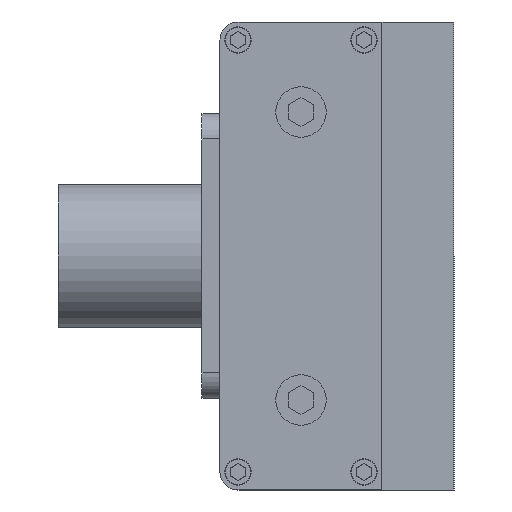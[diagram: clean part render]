
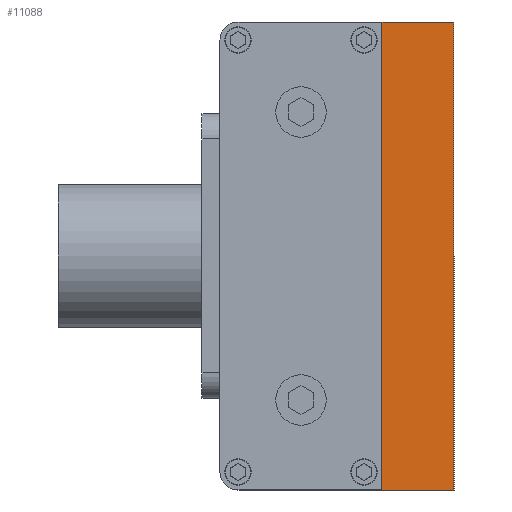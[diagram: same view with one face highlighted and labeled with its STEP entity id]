
A CAD part, left-side view. The second image highlights one B-rep face of the part: STEP entity #11088.
In plain terms, the highlighted planar face has unit normal (-1, 0, 0).
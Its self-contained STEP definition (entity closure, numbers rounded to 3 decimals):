
#656 = LINE ( 'NONE', #14979, #20715 ) ;
#1030 = DIRECTION ( 'NONE',  ( 0., 0., -1. ) ) ;
#1930 = LINE ( 'NONE', #22350, #21420 ) ;
#3385 = CARTESIAN_POINT ( 'NONE',  ( -545., 0., 65. ) ) ;
#7917 = CARTESIAN_POINT ( 'NONE',  ( -545., -20., -65. ) ) ;
#8754 = CARTESIAN_POINT ( 'NONE',  ( -545., -20., 65. ) ) ;
#8834 = CARTESIAN_POINT ( 'NONE',  ( -545., 0., -65. ) ) ;
#9302 = DIRECTION ( 'NONE',  ( 0., 0., -1. ) ) ;
#11088 = ADVANCED_FACE ( 'NONE', ( #37772 ), #11618, .F. ) ;
#11486 = CARTESIAN_POINT ( 'NONE',  ( -545., -20., 65. ) ) ;
#11618 = PLANE ( 'NONE',  #19561 ) ;
#11925 = EDGE_CURVE ( 'NONE', #26336, #23710, #1930, .T. ) ;
#14979 = CARTESIAN_POINT ( 'NONE',  ( -545., -20., 65. ) ) ;
#16815 = LINE ( 'NONE', #28078, #19149 ) ;
#18926 = EDGE_CURVE ( 'NONE', #33662, #23710, #16815, .T. ) ;
#19149 = VECTOR ( 'NONE', #25396, 1000. ) ;
#19183 = VERTEX_POINT ( 'NONE', #11486 ) ;
#19493 = DIRECTION ( 'NONE',  ( 0., 0., -1. ) ) ;
#19561 = AXIS2_PLACEMENT_3D ( 'NONE', #8754, #20399, #9302 ) ;
#20399 = DIRECTION ( 'NONE',  ( 1., 0., 0. ) ) ;
#20715 = VECTOR ( 'NONE', #1030, 1000. ) ;
#21032 = ORIENTED_EDGE ( 'NONE', *, *, #24886, .T. ) ;
#21420 = VECTOR ( 'NONE', #19493, 1000. ) ;
#22350 = CARTESIAN_POINT ( 'NONE',  ( -545., 0., 65. ) ) ;
#22549 = ORIENTED_EDGE ( 'NONE', *, *, #33774, .F. ) ;
#22578 = DIRECTION ( 'NONE',  ( 0., 1., 0. ) ) ;
#23263 = ORIENTED_EDGE ( 'NONE', *, *, #11925, .T. ) ;
#23710 = VERTEX_POINT ( 'NONE', #8834 ) ;
#24886 = EDGE_CURVE ( 'NONE', #19183, #26336, #34790, .T. ) ;
#25396 = DIRECTION ( 'NONE',  ( 0., 1., 0. ) ) ;
#25972 = ORIENTED_EDGE ( 'NONE', *, *, #18926, .F. ) ;
#26336 = VERTEX_POINT ( 'NONE', #3385 ) ;
#28078 = CARTESIAN_POINT ( 'NONE',  ( -545., -20., -65. ) ) ;
#29327 = VECTOR ( 'NONE', #22578, 1000. ) ;
#30193 = EDGE_LOOP ( 'NONE', ( #23263, #25972, #22549, #21032 ) ) ;
#33662 = VERTEX_POINT ( 'NONE', #7917 ) ;
#33774 = EDGE_CURVE ( 'NONE', #19183, #33662, #656, .T. ) ;
#34010 = CARTESIAN_POINT ( 'NONE',  ( -545., -20., 65. ) ) ;
#34790 = LINE ( 'NONE', #34010, #29327 ) ;
#37772 = FACE_OUTER_BOUND ( 'NONE', #30193, .T. ) ;
